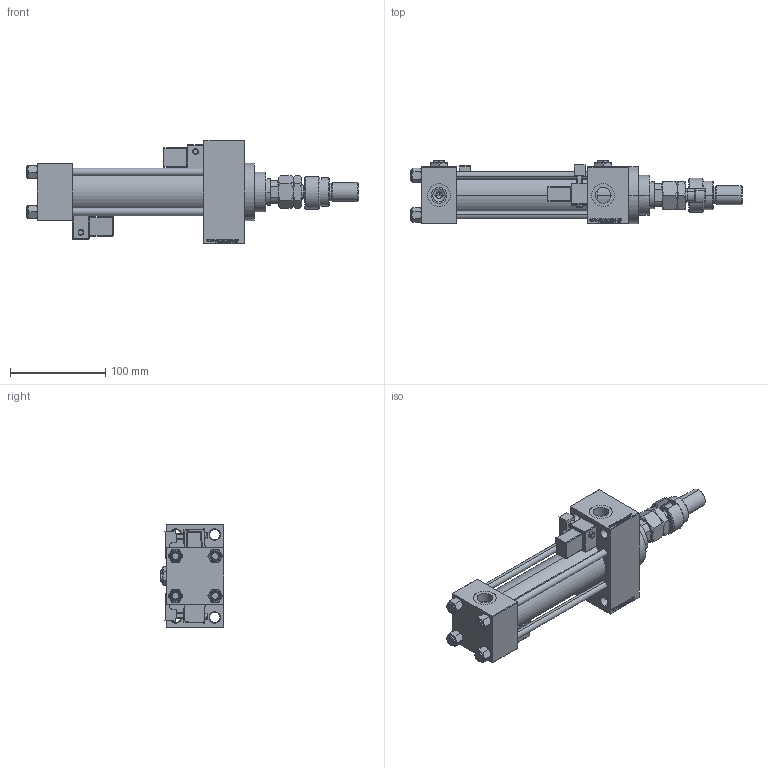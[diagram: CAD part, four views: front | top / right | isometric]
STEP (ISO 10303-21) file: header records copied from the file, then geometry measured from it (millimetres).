
FILE_DESCRIPTION (( 'STEP AP203' ), '1' );
FILE_NAME ('9e5e.STEP', '2022-09-14T01:08:49', ( '' ), ( '' ), 'SwSTEP 2.0', 'SolidWorks 2019', '' );
FILE_SCHEMA (( 'CONFIG_CONTROL_DESIGN' ));
Length unit declared in the file: millimetre
Products named in the file (11): NUT_M5_D 2de080df17f989278b39293fe4b08231; V215CR_VCP_D 2de080df17f989278b39293fe4b08231; V215CR_MSU 2de080df17f989278b39293fe4b08231; DFA 2de080df17f989278b39293fe4b08231; 9e5e; V215_VC_A 2de080df17f989278b39293fe4b08231; FEMALE_PART_FOR_DFA 2de080df17f989278b39293fe4b08231; Zatka_pro_OIL_PORT 2de080df17f989278b39293fe4b08231; V215CR_D_TYCINKA 2de080df17f989278b39293fe4b08231; MFA 2de080df17f989278b39293fe4b08231; V215CR_D_Body 2de080df17f989278b39293fe4b08231
Assembly tree (18 placements, depth 3):
  9e5e
    V215CR_D_Body 2de080df17f989278b39293fe4b08231
    V215CR_VCP_D 2de080df17f989278b39293fe4b08231
    NUT_M5_D 2de080df17f989278b39293fe4b08231  x4
    V215CR_D_TYCINKA 2de080df17f989278b39293fe4b08231  x4
    V215_VC_A 2de080df17f989278b39293fe4b08231
    DFA 2de080df17f989278b39293fe4b08231
      FEMALE_PART_FOR_DFA 2de080df17f989278b39293fe4b08231
      MFA 2de080df17f989278b39293fe4b08231
    V215CR_MSU 2de080df17f989278b39293fe4b08231  x2
    Zatka_pro_OIL_PORT 2de080df17f989278b39293fe4b08231  x2
Bounding box: 349 x 67 x 109 mm (x, y, z)
Volume: 714000.8 mm3; surface area: 193744.6 mm2
Topology: 17 solids, 17 shells, 1454 faces, 3554 edges, 2236 vertices
Faces by surface type: plane 636, bspline 368, cone 226, cylinder 176, torus 24, sphere 24
Entity records: 54631 total; most frequent: CARTESIAN_POINT 26834, ORIENTED_EDGE 6026, DIRECTION 4285, EDGE_CURVE 3013, VERTEX_POINT 1938, LINE 1717, VECTOR 1717, EDGE_LOOP 1359
